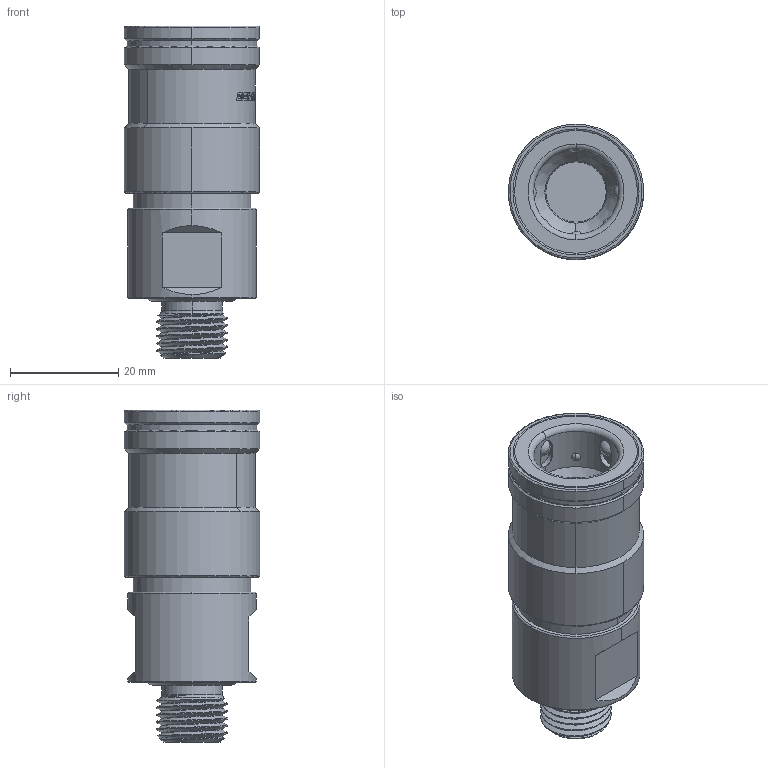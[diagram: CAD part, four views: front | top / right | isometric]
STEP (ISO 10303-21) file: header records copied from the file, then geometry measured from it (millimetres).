
FILE_DESCRIPTION (( 'STEP AP214' ), '1' );
FILE_NAME ('UQD 04S G14M-RD-02.STEP', '2025-01-22T02:11:58', ( 'Windows 蚚誧' ), ( '' ), 'SwSTEP 2.0', 'SolidWorks 2023', '' );
FILE_SCHEMA (( 'AUTOMOTIVE_DESIGN' ));
Length unit declared in the file: millimetre
Products named in the file (1): UQD 04S G14M-RD-02
Bounding box: 24.96 x 25 x 61.35 mm (x, y, z)
Volume: 20579.2 mm3; surface area: 6796.7 mm2
Topology: 1 solids, 1 shells, 448 faces, 1188 edges, 781 vertices
Faces by surface type: plane 162, bspline 136, cylinder 83, cone 35, torus 16, sphere 16
Entity records: 25820 total; most frequent: CARTESIAN_POINT 11272, ORIENTED_EDGE 2330, DIRECTION 1432, EDGE_CURVE 1165, VERTEX_POINT 766, AXIS2_PLACEMENT_3D 511, EDGE_LOOP 495, B_SPLINE_CURVE_WITH_KNOTS 489
